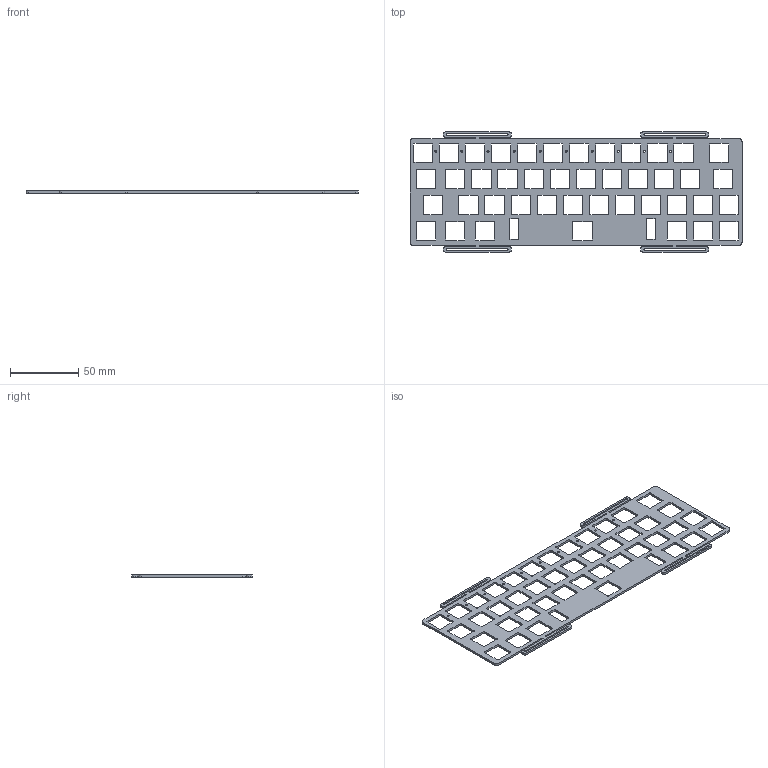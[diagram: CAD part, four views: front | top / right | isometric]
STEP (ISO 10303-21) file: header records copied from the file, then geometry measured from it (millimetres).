
FILE_DESCRIPTION(/* description */ (''),/* implementation_level */ '2;1');
FILE_NAME(/* name */ 'Carpool-Leafplate-Jetvan.step',/* time_stamp */ '2021-06-11T23:49:35-04:00',/* author */ (''),/* organization */ (''),/* preprocessor_version */ 'ST-DEVELOPER v18.1',/* originating_system */ 'Autodesk Translation Framework v10.9.0.1377',/* authorisation */ '');
FILE_SCHEMA (('AUTOMOTIVE_DESIGN { 1 0 10303 214 3 1 1 }'));
Length unit declared in the file: millimetre
Products named in the file (1): Carpool-Leafplate_Jetvan
Bounding box: 242.59 x 87.8 x 1.6 mm (x, y, z)
Volume: 17326.6 mm3; surface area: 27907.3 mm2
Topology: 1 solids, 1 shells, 444 faces, 1326 edges, 884 vertices
Faces by surface type: cylinder 226, plane 218
Full cylindrical faces by diameter (mm): 1.5 x10
Entity records: 15338 total; most frequent: DIRECTION 2668, CARTESIAN_POINT 2655, ORIENTED_EDGE 2652, EDGE_CURVE 1326, AXIS2_PLACEMENT_3D 897, VERTEX_POINT 884, LINE 874, VECTOR 874
